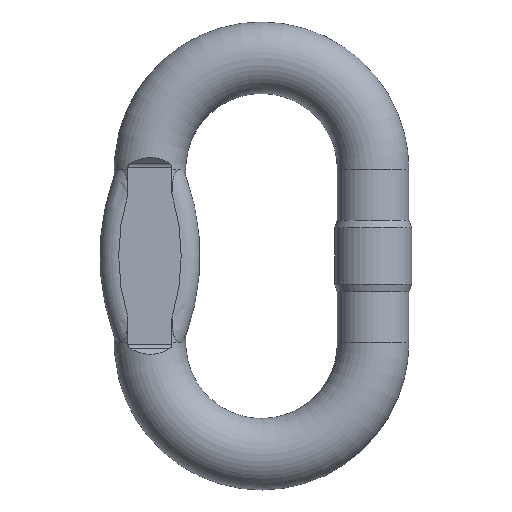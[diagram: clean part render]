
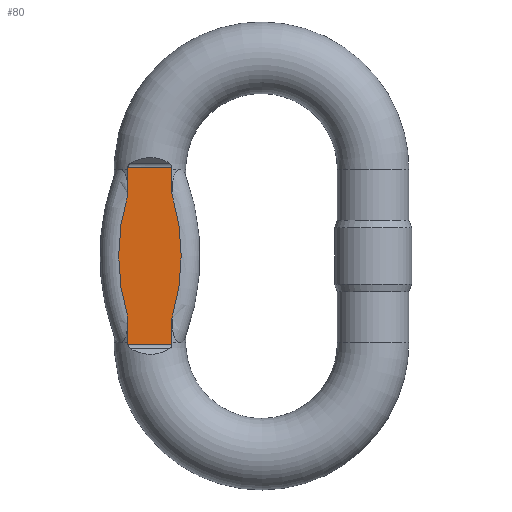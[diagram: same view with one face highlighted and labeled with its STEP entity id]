
A CAD part, top view. The second image highlights one B-rep face of the part: STEP entity #80.
In plain terms, the highlighted planar face has unit normal (0, 0, 1).
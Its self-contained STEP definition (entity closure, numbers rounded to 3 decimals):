
#35=PLANE('',#697);
#80=ADVANCED_FACE('',(#131),#35,.T.);
#131=FACE_OUTER_BOUND('',#173,.T.);
#173=EDGE_LOOP('',(#362,#363,#364,#365,#366,#367,#368,#369,#370,#371,#372,
#373));
#188=LINE('',#885,#204);
#189=LINE('',#897,#205);
#192=LINE('',#961,#208);
#193=LINE('',#973,#209);
#198=LINE('',#1293,#214);
#199=LINE('',#1295,#215);
#204=VECTOR('',#720,1.);
#205=VECTOR('',#723,1.);
#208=VECTOR('',#744,1.);
#209=VECTOR('',#747,1.);
#214=VECTOR('',#824,1.);
#215=VECTOR('',#827,1.);
#233=CIRCLE('',#670,41.339);
#234=CIRCLE('',#671,61.661);
#238=CIRCLE('',#678,61.661);
#239=CIRCLE('',#679,41.339);
#248=CIRCLE('',#695,98.309);
#249=CIRCLE('',#696,98.309);
#362=ORIENTED_EDGE('',*,*,#557,.F.);
#363=ORIENTED_EDGE('',*,*,#590,.T.);
#364=ORIENTED_EDGE('',*,*,#552,.F.);
#365=ORIENTED_EDGE('',*,*,#528,.F.);
#366=ORIENTED_EDGE('',*,*,#591,.T.);
#367=ORIENTED_EDGE('',*,*,#526,.F.);
#368=ORIENTED_EDGE('',*,*,#572,.T.);
#369=ORIENTED_EDGE('',*,*,#592,.T.);
#370=ORIENTED_EDGE('',*,*,#567,.T.);
#371=ORIENTED_EDGE('',*,*,#512,.F.);
#372=ORIENTED_EDGE('',*,*,#593,.T.);
#373=ORIENTED_EDGE('',*,*,#510,.F.);
#443=VERTEX_POINT('',#882);
#444=VERTEX_POINT('',#884);
#445=VERTEX_POINT('',#895);
#447=VERTEX_POINT('',#898);
#459=VERTEX_POINT('',#958);
#460=VERTEX_POINT('',#960);
#461=VERTEX_POINT('',#971);
#463=VERTEX_POINT('',#974);
#482=VERTEX_POINT('',#1094);
#486=VERTEX_POINT('',#1134);
#494=VERTEX_POINT('',#1177);
#498=VERTEX_POINT('',#1217);
#510=EDGE_CURVE('',#444,#443,#188,.T.);
#512=EDGE_CURVE('',#445,#447,#189,.T.);
#526=EDGE_CURVE('',#460,#459,#192,.T.);
#528=EDGE_CURVE('',#461,#463,#193,.T.);
#552=EDGE_CURVE('',#463,#482,#233,.T.);
#557=EDGE_CURVE('',#486,#444,#234,.T.);
#567=EDGE_CURVE('',#494,#447,#238,.T.);
#572=EDGE_CURVE('',#460,#498,#239,.T.);
#590=EDGE_CURVE('',#486,#482,#198,.T.);
#591=EDGE_CURVE('',#461,#459,#248,.T.);
#592=EDGE_CURVE('',#498,#494,#199,.T.);
#593=EDGE_CURVE('',#445,#443,#249,.T.);
#670=AXIS2_PLACEMENT_3D('',#1093,#771,#772);
#671=AXIS2_PLACEMENT_3D('',#1135,#773,#774);
#678=AXIS2_PLACEMENT_3D('',#1176,#788,#789);
#679=AXIS2_PLACEMENT_3D('',#1218,#790,#791);
#695=AXIS2_PLACEMENT_3D('',#1294,#825,#826);
#696=AXIS2_PLACEMENT_3D('',#1296,#828,#829);
#697=AXIS2_PLACEMENT_3D('',#1297,#830,#831);
#720=DIRECTION('',(0.,1.,0.));
#723=DIRECTION('',(0.,1.,0.));
#744=DIRECTION('',(0.,-1.,0.));
#747=DIRECTION('',(0.,-1.,0.));
#771=DIRECTION('',(0.,0.,1.));
#772=DIRECTION('',(-1.,0.,0.));
#773=DIRECTION('',(0.,0.,-1.));
#774=DIRECTION('',(1.,0.,0.));
#788=DIRECTION('',(0.,0.,1.));
#789=DIRECTION('',(1.,0.,0.));
#790=DIRECTION('',(0.,0.,-1.));
#791=DIRECTION('',(-1.,0.,0.));
#824=DIRECTION('',(1.,0.,0.));
#825=DIRECTION('',(0.,0.,1.));
#826=DIRECTION('',(1.,0.,0.));
#827=DIRECTION('',(-1.,0.,0.));
#828=DIRECTION('',(0.,0.,1.));
#829=DIRECTION('',(1.,0.,0.));
#830=DIRECTION('',(0.,0.,1.));
#831=DIRECTION('',(1.,0.,0.));
#882=CARTESIAN_POINT('',(-61.661,-28.666,13.));
#884=CARTESIAN_POINT('',(-61.661,-40.,13.));
#885=CARTESIAN_POINT('',(-61.661,40.,13.));
#895=CARTESIAN_POINT('',(-61.661,28.666,13.));
#897=CARTESIAN_POINT('',(-61.661,40.,13.));
#898=CARTESIAN_POINT('',(-61.661,40.,13.));
#958=CARTESIAN_POINT('',(-41.339,28.666,13.));
#960=CARTESIAN_POINT('',(-41.339,40.,13.));
#961=CARTESIAN_POINT('',(-41.339,40.,13.));
#971=CARTESIAN_POINT('',(-41.339,-28.666,13.));
#973=CARTESIAN_POINT('',(-41.339,40.,13.));
#974=CARTESIAN_POINT('',(-41.339,-40.,13.));
#1093=CARTESIAN_POINT('',(0.,-40.,13.));
#1094=CARTESIAN_POINT('',(-41.331,-40.798,13.));
#1134=CARTESIAN_POINT('',(-61.656,-40.798,13.));
#1135=CARTESIAN_POINT('',(0.,-40.,13.));
#1176=CARTESIAN_POINT('',(0.,40.,13.));
#1177=CARTESIAN_POINT('',(-61.656,40.798,13.));
#1217=CARTESIAN_POINT('',(-41.331,40.798,13.));
#1218=CARTESIAN_POINT('',(0.,40.,13.));
#1293=CARTESIAN_POINT('',(-68.,-40.798,13.));
#1294=CARTESIAN_POINT('',(-135.375,0.,13.));
#1295=CARTESIAN_POINT('',(-68.,40.798,13.));
#1296=CARTESIAN_POINT('',(32.375,0.,13.));
#1297=CARTESIAN_POINT('',(-68.,-45.375,13.));
